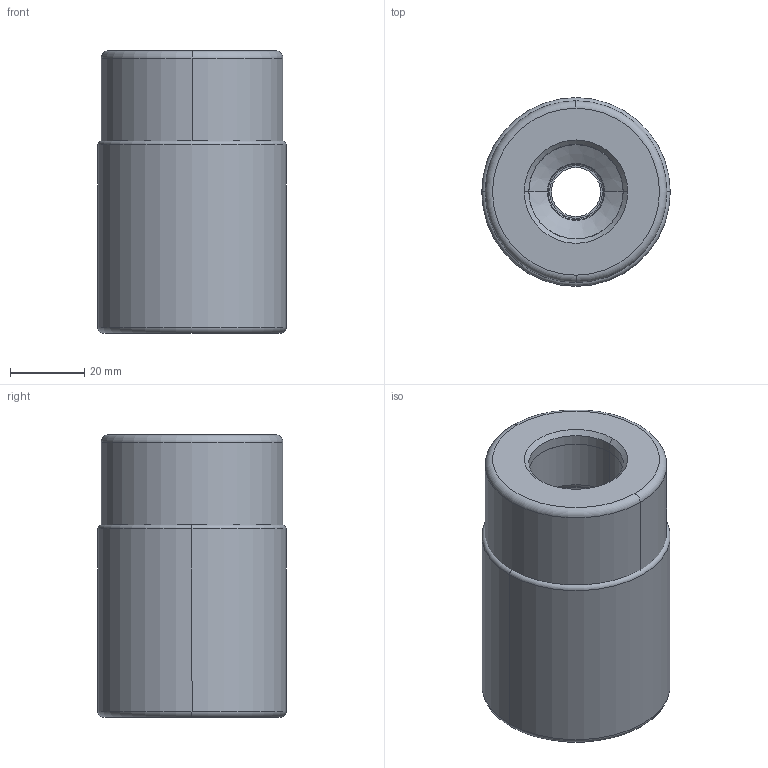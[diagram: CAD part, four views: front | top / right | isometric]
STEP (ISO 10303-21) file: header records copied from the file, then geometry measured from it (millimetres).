
FILE_DESCRIPTION(/* description */ (''),/* implementation_level */ '2;1');
FILE_NAME(/* name */ 'VFX5UR0204CA20_IR0_063.stp',/* time_stamp */ '2021-02-02T08:25:15+09:00',/* author */ (''),/* organization */ (''),/* preprocessor_version */ 'ST-DEVELOPER v16',/* originating_system */ 'SIEMENS PLM Software NX 10.0',/* authorisation */ '');
FILE_SCHEMA (('AUTOMOTIVE_DESIGN { 1 0 10303 214 3 1 1 1 }'));
Length unit declared in the file: millimetre
Products named in the file (1): VFX5UR0204CA20_IR0_063_ASM
Bounding box: 50.8 x 50.8 x 76.2 mm (x, y, z)
Volume: 166265.6 mm3; surface area: 35277.4 mm2
Topology: 2 solids, 2 shells, 66 faces, 174 edges, 127 vertices
Faces by surface type: torus 22, cone 18, cylinder 18, plane 8
Entity records: 2274 total; most frequent: DIRECTION 461, CARTESIAN_POINT 362, ORIENTED_EDGE 332, AXIS2_PLACEMENT_3D 210, EDGE_CURVE 166, CIRCLE 133, VERTEX_POINT 108, EDGE_LOOP 74
